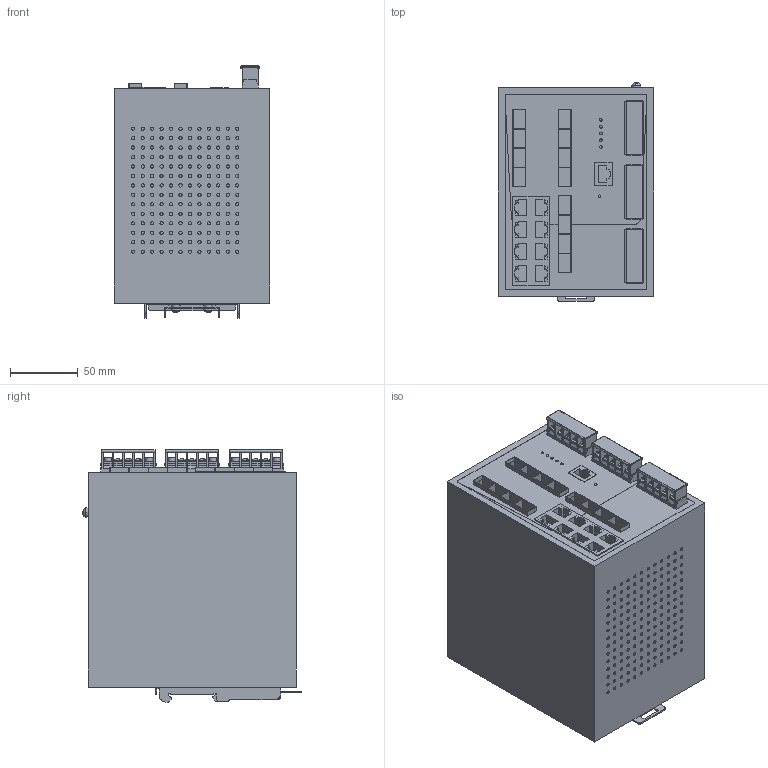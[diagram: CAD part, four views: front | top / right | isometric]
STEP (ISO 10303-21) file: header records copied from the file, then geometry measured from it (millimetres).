
FILE_DESCRIPTION(('CATIA V5 STEP Exchange','CAx-IF Rec.Pracs.--- Model Styling and Organization---1.4--- 2014-01-23'),'2;1');
FILE_NAME ('D1503608_0', '2021-09-17T11:43:28+00:00', ('none'), ('Weidmueller'), 'CATIA Version 5-6 Release 2016 SP3 HF44', 'CATIA V5 STEP AP214', 'none');
FILE_SCHEMA(('AUTOMOTIVE_DESIGN { 1 0 10303 214 1 1 1 1 }'));
Products named in the file (1): S3D_IE_SW_SL20M_8GT_12GESFP_HV
Bounding box: 115 x 161.54 x 186.5 mm (x, y, z)
Volume: 2763688.8 mm3; surface area: 260531.1 mm2
Topology: 47 solids, 47 shells, 2505 faces, 6022 edges, 4031 vertices
Faces by surface type: plane 1607, cylinder 793, extrusion 77, torus 18, revolution 8, sphere 2
Entity records: 69691 total; most frequent: CARTESIAN_POINT 14360, ORIENTED_EDGE 12044, DIRECTION 7966, EDGE_CURVE 6022, VERTEX_POINT 4031, VECTOR 3798, LINE 3721, EDGE_LOOP 2953
